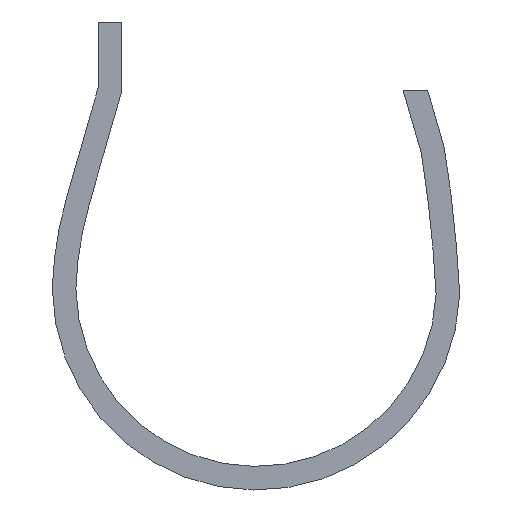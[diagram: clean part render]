
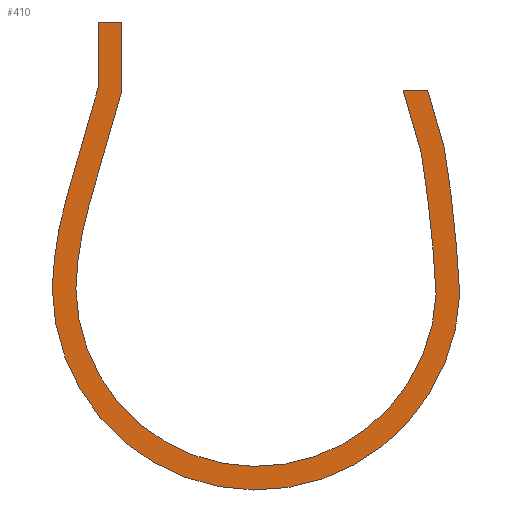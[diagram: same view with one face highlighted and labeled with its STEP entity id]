
A CAD part, front view. The second image highlights one B-rep face of the part: STEP entity #410.
In plain terms, the highlighted planar face has unit normal (0, -1, 0).
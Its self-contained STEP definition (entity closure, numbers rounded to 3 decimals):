
#8 = DIRECTION ( 'NONE',  ( 0., 0., 1. ) ) ;
#13 = LINE ( 'NONE', #101, #448 ) ;
#14 = DIRECTION ( 'NONE',  ( -0.279, 0., 0.96 ) ) ;
#16 = CARTESIAN_POINT ( 'NONE',  ( 0., 0., 0. ) ) ;
#22 = VERTEX_POINT ( 'NONE', #330 ) ;
#26 = VERTEX_POINT ( 'NONE', #324 ) ;
#30 = EDGE_CURVE ( 'NONE', #131, #70, #297, .T. ) ;
#33 = CARTESIAN_POINT ( 'NONE',  ( -49.353, 0., -15.899 ) ) ;
#38 = VERTEX_POINT ( 'NONE', #451 ) ;
#42 = LINE ( 'NONE', #140, #425 ) ;
#43 = AXIS2_PLACEMENT_3D ( 'NONE', #508, #44, #89 ) ;
#44 = DIRECTION ( 'NONE',  ( 0., 1., 0. ) ) ;
#45 = CARTESIAN_POINT ( 'NONE',  ( -193.071, 0., -40.195 ) ) ;
#49 = DIRECTION ( 'NONE',  ( 1., 0., 0. ) ) ;
#54 = CARTESIAN_POINT ( 'NONE',  ( -44.657, 0., 0.486 ) ) ;
#55 = VECTOR ( 'NONE', #251, 1000. ) ;
#58 = AXIS2_PLACEMENT_3D ( 'NONE', #426, #388, #127 ) ;
#59 = ORIENTED_EDGE ( 'NONE', *, *, #148, .T. ) ;
#65 = VERTEX_POINT ( 'NONE', #363 ) ;
#70 = VERTEX_POINT ( 'NONE', #408 ) ;
#75 = VERTEX_POINT ( 'NONE', #193 ) ;
#77 = CARTESIAN_POINT ( 'NONE',  ( -46.03, 0., -16.851 ) ) ;
#85 = VERTEX_POINT ( 'NONE', #318 ) ;
#89 = DIRECTION ( 'NONE',  ( 0., 0., 1. ) ) ;
#96 = ORIENTED_EDGE ( 'NONE', *, *, #294, .F. ) ;
#98 = EDGE_CURVE ( 'NONE', #26, #131, #537, .T. ) ;
#101 = CARTESIAN_POINT ( 'NONE',  ( 8.847, 0., -18.042 ) ) ;
#102 = DIRECTION ( 'NONE',  ( -0.279, 0., 0.96 ) ) ;
#105 = LINE ( 'NONE', #16, #313 ) ;
#113 = CARTESIAN_POINT ( 'NONE',  ( -41.2, 0., 0. ) ) ;
#126 = VERTEX_POINT ( 'NONE', #149 ) ;
#127 = DIRECTION ( 'NONE',  ( 0., 0., 1. ) ) ;
#131 = VERTEX_POINT ( 'NONE', #446 ) ;
#132 = CARTESIAN_POINT ( 'NONE',  ( 0., 0., 0. ) ) ;
#133 = CARTESIAN_POINT ( 'NONE',  ( -193.071, 0., -40.195 ) ) ;
#134 = VECTOR ( 'NONE', #279, 1000. ) ;
#140 = CARTESIAN_POINT ( 'NONE',  ( 5.247, 0., -18.042 ) ) ;
#145 = AXIS2_PLACEMENT_3D ( 'NONE', #179, #291, #240 ) ;
#148 = EDGE_CURVE ( 'NONE', #85, #502, #159, .T. ) ;
#149 = CARTESIAN_POINT ( 'NONE',  ( -44.657, 0., 10. ) ) ;
#153 = AXIS2_PLACEMENT_3D ( 'NONE', #133, #386, #8 ) ;
#158 = EDGE_CURVE ( 'NONE', #502, #26, #255, .T. ) ;
#159 = CIRCLE ( 'NONE', #172, 26.411 ) ;
#167 = EDGE_CURVE ( 'NONE', #126, #70, #412, .T. ) ;
#172 = AXIS2_PLACEMENT_3D ( 'NONE', #454, #339, #507 ) ;
#174 = DIRECTION ( 'NONE',  ( 0., -1., 0. ) ) ;
#175 = ORIENTED_EDGE ( 'NONE', *, *, #500, .F. ) ;
#179 = CARTESIAN_POINT ( 'NONE',  ( 2.409, 0., -30.735 ) ) ;
#187 = AXIS2_PLACEMENT_3D ( 'NONE', #45, #377, #374 ) ;
#193 = CARTESIAN_POINT ( 'NONE',  ( 2.65, 0., -9.112 ) ) ;
#198 = FACE_OUTER_BOUND ( 'NONE', #302, .T. ) ;
#200 = EDGE_CURVE ( 'NONE', #38, #504, #401, .T. ) ;
#226 = ORIENTED_EDGE ( 'NONE', *, *, #167, .F. ) ;
#227 = ORIENTED_EDGE ( 'NONE', *, *, #98, .T. ) ;
#240 = DIRECTION ( 'NONE',  ( 0., 0., 1. ) ) ;
#247 = ORIENTED_EDGE ( 'NONE', *, *, #30, .T. ) ;
#251 = DIRECTION ( 'NONE',  ( 0., 0., 1. ) ) ;
#255 = CIRCLE ( 'NONE', #43, 50.39 ) ;
#260 = VECTOR ( 'NONE', #539, 1000. ) ;
#269 = ORIENTED_EDGE ( 'NONE', *, *, #449, .F. ) ;
#270 = ORIENTED_EDGE ( 'NONE', *, *, #382, .T. ) ;
#274 = CARTESIAN_POINT ( 'NONE',  ( -44.657, 0., 0.486 ) ) ;
#276 = EDGE_CURVE ( 'NONE', #483, #126, #299, .T. ) ;
#279 = DIRECTION ( 'NONE',  ( 0.276, 0., 0.961 ) ) ;
#291 = DIRECTION ( 'NONE',  ( 0., 1., 0. ) ) ;
#294 = EDGE_CURVE ( 'NONE', #504, #65, #317, .T. ) ;
#297 = LINE ( 'NONE', #113, #467 ) ;
#299 = LINE ( 'NONE', #54, #55 ) ;
#302 = EDGE_LOOP ( 'NONE', ( #352, #334, #59, #369, #227, #247, #226, #443, #269, #175, #96, #439, #270, #308 ) ) ;
#306 = DIRECTION ( 'NONE',  ( 0., 0., -1. ) ) ;
#307 = DIRECTION ( 'NONE',  ( 1., 0., 0. ) ) ;
#308 = ORIENTED_EDGE ( 'NONE', *, *, #399, .F. ) ;
#309 = CARTESIAN_POINT ( 'NONE',  ( 5.247, 0., -18.042 ) ) ;
#311 = LINE ( 'NONE', #33, #260 ) ;
#313 = VECTOR ( 'NONE', #307, 1000. ) ;
#316 = VERTEX_POINT ( 'NONE', #132 ) ;
#317 = CIRCLE ( 'NONE', #58, 29.868 ) ;
#318 = CARTESIAN_POINT ( 'NONE',  ( 4.837, 0., -29.937 ) ) ;
#324 = CARTESIAN_POINT ( 'NONE',  ( -46.03, 0., -16.851 ) ) ;
#330 = CARTESIAN_POINT ( 'NONE',  ( -49.353, 0., -15.899 ) ) ;
#334 = ORIENTED_EDGE ( 'NONE', *, *, #538, .T. ) ;
#339 = DIRECTION ( 'NONE',  ( 0., 1., 0. ) ) ;
#352 = ORIENTED_EDGE ( 'NONE', *, *, #353, .F. ) ;
#353 = EDGE_CURVE ( 'NONE', #75, #316, #42, .T. ) ;
#361 = VECTOR ( 'NONE', #49, 1000. ) ;
#363 = CARTESIAN_POINT ( 'NONE',  ( -51.412, 0., -29.063 ) ) ;
#369 = ORIENTED_EDGE ( 'NONE', *, *, #158, .T. ) ;
#371 = CARTESIAN_POINT ( 'NONE',  ( -47.954, 0., -29.094 ) ) ;
#374 = DIRECTION ( 'NONE',  ( 0., 0., 1. ) ) ;
#377 = DIRECTION ( 'NONE',  ( 0., 1., 0. ) ) ;
#378 = CARTESIAN_POINT ( 'NONE',  ( 6.303, 0., 10. ) ) ;
#382 = EDGE_CURVE ( 'NONE', #38, #421, #13, .T. ) ;
#386 = DIRECTION ( 'NONE',  ( 0., 1., 0. ) ) ;
#388 = DIRECTION ( 'NONE',  ( 0., 1., 0. ) ) ;
#398 = CARTESIAN_POINT ( 'NONE',  ( 3.6, 0., 0. ) ) ;
#399 = EDGE_CURVE ( 'NONE', #316, #421, #105, .T. ) ;
#401 = CIRCLE ( 'NONE', #153, 201.631 ) ;
#408 = CARTESIAN_POINT ( 'NONE',  ( -41.2, 0., 10. ) ) ;
#410 = ADVANCED_FACE ( 'NONE', ( #198 ), #472, .T. ) ;
#412 = LINE ( 'NONE', #378, #361 ) ;
#421 = VERTEX_POINT ( 'NONE', #398 ) ;
#425 = VECTOR ( 'NONE', #102, 1000. ) ;
#426 = CARTESIAN_POINT ( 'NONE',  ( -21.546, 0., -28.714 ) ) ;
#439 = ORIENTED_EDGE ( 'NONE', *, *, #200, .F. ) ;
#442 = DIRECTION ( 'NONE',  ( 0., 0., 1. ) ) ;
#443 = ORIENTED_EDGE ( 'NONE', *, *, #276, .F. ) ;
#446 = CARTESIAN_POINT ( 'NONE',  ( -41.2, 0., 0. ) ) ;
#448 = VECTOR ( 'NONE', #14, 1000. ) ;
#449 = EDGE_CURVE ( 'NONE', #22, #483, #311, .T. ) ;
#451 = CARTESIAN_POINT ( 'NONE',  ( 6.03, 0., -8.356 ) ) ;
#454 = CARTESIAN_POINT ( 'NONE',  ( -21.546, 0., -28.714 ) ) ;
#461 = CIRCLE ( 'NONE', #187, 198.174 ) ;
#467 = VECTOR ( 'NONE', #442, 1000. ) ;
#471 = CIRCLE ( 'NONE', #145, 53.847 ) ;
#472 = PLANE ( 'NONE',  #497 ) ;
#483 = VERTEX_POINT ( 'NONE', #274 ) ;
#495 = CARTESIAN_POINT ( 'NONE',  ( 8.298, 0., -29.927 ) ) ;
#497 = AXIS2_PLACEMENT_3D ( 'NONE', #309, #174, #306 ) ;
#500 = EDGE_CURVE ( 'NONE', #65, #22, #471, .T. ) ;
#502 = VERTEX_POINT ( 'NONE', #371 ) ;
#504 = VERTEX_POINT ( 'NONE', #495 ) ;
#507 = DIRECTION ( 'NONE',  ( 0., 0., 1. ) ) ;
#508 = CARTESIAN_POINT ( 'NONE',  ( 2.409, 0., -30.735 ) ) ;
#537 = LINE ( 'NONE', #77, #134 ) ;
#538 = EDGE_CURVE ( 'NONE', #75, #85, #461, .T. ) ;
#539 = DIRECTION ( 'NONE',  ( 0.276, 0., 0.961 ) ) ;
